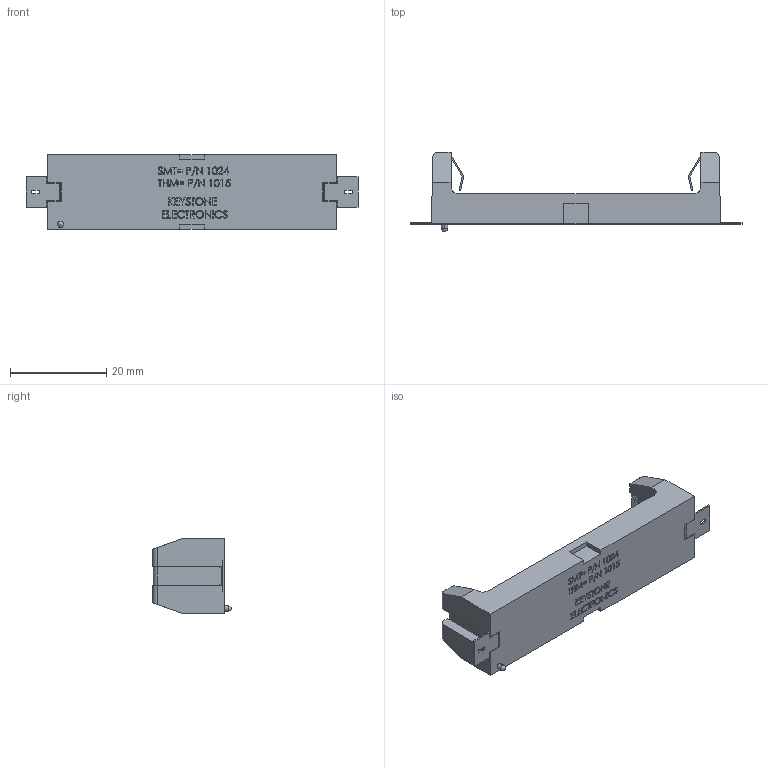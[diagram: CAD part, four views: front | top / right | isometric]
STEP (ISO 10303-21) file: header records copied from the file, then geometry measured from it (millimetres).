
FILE_DESCRIPTION (( 'STEP AP214' ), '1' );
FILE_NAME ('1024.STEP', '2013-06-17T17:59:16', ( 'Richard Maletta' ), ( '' ), 'SwSTEP 2.0', 'SolidWorks 2009', '' );
FILE_SCHEMA (( 'AUTOMOTIVE_DESIGN' ));
Length unit declared in the file: inch
Products named in the file (1): 1024
Bounding box: 68.86 x 16.43 x 15.54 mm (x, y, z)
Volume: 3225.1 mm3; surface area: 4635.4 mm2
Topology: 1 solids, 1 shells, 640 faces, 1753 edges, 1166 vertices
Faces by surface type: plane 485, bspline 128, cylinder 26, sphere 1
Entity records: 29274 total; most frequent: CARTESIAN_POINT 12067, ORIENTED_EDGE 3500, DIRECTION 2556, EDGE_CURVE 1750, LINE 1442, VECTOR 1442, VERTEX_POINT 1164, EDGE_LOOP 700
